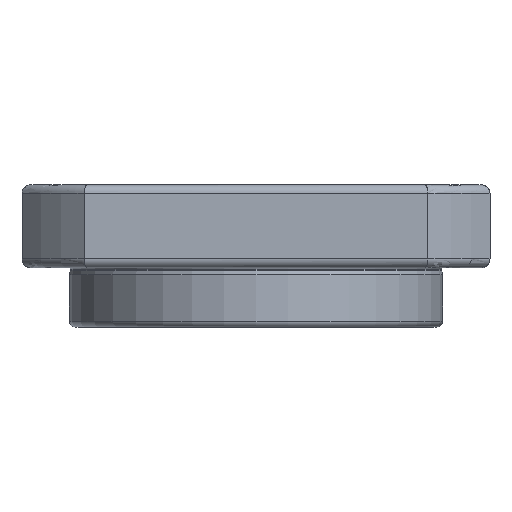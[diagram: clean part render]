
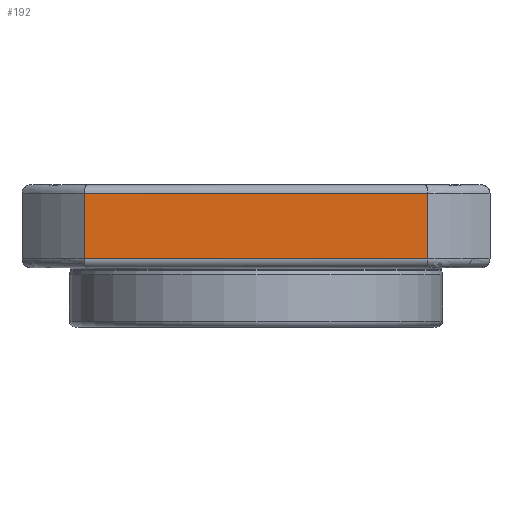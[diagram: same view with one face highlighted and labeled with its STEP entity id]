
A CAD part, front view. The second image highlights one B-rep face of the part: STEP entity #192.
In plain terms, the highlighted planar face has unit normal (0, -1, 0).
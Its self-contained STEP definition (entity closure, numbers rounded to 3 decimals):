
#102 = VERTEX_POINT ( 'NONE', #2776 ) ;
#141 = ORIENTED_EDGE ( 'NONE', *, *, #1954, .T. ) ;
#192 = ADVANCED_FACE ( 'NONE', ( #1467 ), #1779, .T. ) ;
#458 = DIRECTION ( 'NONE',  ( 0., 0., 1. ) ) ;
#584 = LINE ( 'NONE', #3101, #5131 ) ;
#611 = VECTOR ( 'NONE', #4619, 1000. ) ;
#832 = ORIENTED_EDGE ( 'NONE', *, *, #3452, .F. ) ;
#1218 = CARTESIAN_POINT ( 'NONE',  ( -39.5, -39.5, 10.5 ) ) ;
#1261 = CARTESIAN_POINT ( 'NONE',  ( -39.5, -39.5, -0.5 ) ) ;
#1467 = FACE_OUTER_BOUND ( 'NONE', #5242, .T. ) ;
#1563 = EDGE_CURVE ( 'NONE', #5110, #102, #2468, .T. ) ;
#1779 = PLANE ( 'NONE',  #4106 ) ;
#1954 = EDGE_CURVE ( 'NONE', #4591, #102, #3519, .T. ) ;
#2106 = DIRECTION ( 'NONE',  ( 1., 0., 0. ) ) ;
#2254 = VECTOR ( 'NONE', #2106, 1000. ) ;
#2468 = LINE ( 'NONE', #5297, #4605 ) ;
#2634 = CARTESIAN_POINT ( 'NONE',  ( -28.996, -39.5, 10.5 ) ) ;
#2645 = DIRECTION ( 'NONE',  ( 0., 0., -1. ) ) ;
#2776 = CARTESIAN_POINT ( 'NONE',  ( 28.996, -39.5, -0.5 ) ) ;
#2944 = CARTESIAN_POINT ( 'NONE',  ( -28.996, -39.5, -0.5 ) ) ;
#2954 = LINE ( 'NONE', #1218, #611 ) ;
#2980 = ORIENTED_EDGE ( 'NONE', *, *, #1563, .F. ) ;
#3101 = CARTESIAN_POINT ( 'NONE',  ( -28.996, -39.5, 12. ) ) ;
#3452 = EDGE_CURVE ( 'NONE', #4591, #4371, #584, .T. ) ;
#3519 = LINE ( 'NONE', #1261, #2254 ) ;
#3765 = CARTESIAN_POINT ( 'NONE',  ( 28.996, -39.5, 10.5 ) ) ;
#4106 = AXIS2_PLACEMENT_3D ( 'NONE', #5687, #4770, #4750 ) ;
#4371 = VERTEX_POINT ( 'NONE', #2634 ) ;
#4591 = VERTEX_POINT ( 'NONE', #2944 ) ;
#4605 = VECTOR ( 'NONE', #2645, 1000. ) ;
#4619 = DIRECTION ( 'NONE',  ( 1., 0., 0. ) ) ;
#4750 = DIRECTION ( 'NONE',  ( 1., 0., 0. ) ) ;
#4770 = DIRECTION ( 'NONE',  ( 0., -1., 0. ) ) ;
#5110 = VERTEX_POINT ( 'NONE', #3765 ) ;
#5131 = VECTOR ( 'NONE', #458, 1000. ) ;
#5242 = EDGE_LOOP ( 'NONE', ( #141, #2980, #5540, #832 ) ) ;
#5297 = CARTESIAN_POINT ( 'NONE',  ( 28.996, -39.5, 12. ) ) ;
#5540 = ORIENTED_EDGE ( 'NONE', *, *, #5680, .F. ) ;
#5680 = EDGE_CURVE ( 'NONE', #4371, #5110, #2954, .T. ) ;
#5687 = CARTESIAN_POINT ( 'NONE',  ( -39.5, -39.5, -12.001 ) ) ;
